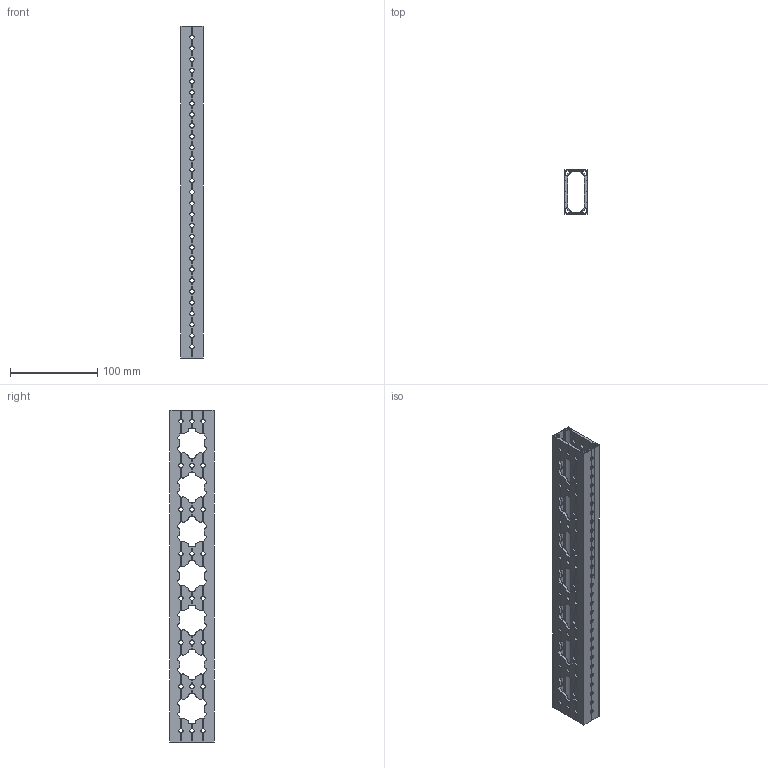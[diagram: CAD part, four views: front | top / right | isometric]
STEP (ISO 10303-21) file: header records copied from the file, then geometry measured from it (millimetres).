
FILE_DESCRIPTION (( 'STEP AP203' ), '1' );
FILE_NAME ('REV-21-2169.STEP', '2022-04-27T19:44:58', ( '' ), ( '' ), 'SwSTEP 2.0', 'SolidWorks 2022', '' );
FILE_SCHEMA (( 'CONFIG_CONTROL_DESIGN' ));
Length unit declared in the file: metre
Products named in the file (1): REV-21-2169
Bounding box: 25.4 x 50.8 x 381 mm (x, y, z)
Volume: 91723.6 mm3; surface area: 119044.6 mm2
Topology: 1 solids, 1 shells, 1400 faces, 4404 edges, 2824 vertices
Faces by surface type: cylinder 804, plane 596
Entity records: 49647 total; most frequent: CARTESIAN_POINT 11485, ORIENTED_EDGE 8808, DIRECTION 8002, EDGE_CURVE 4404, AXIS2_PLACEMENT_3D 3149, VERTEX_POINT 2824, CIRCLE 1748, VECTOR 1704
